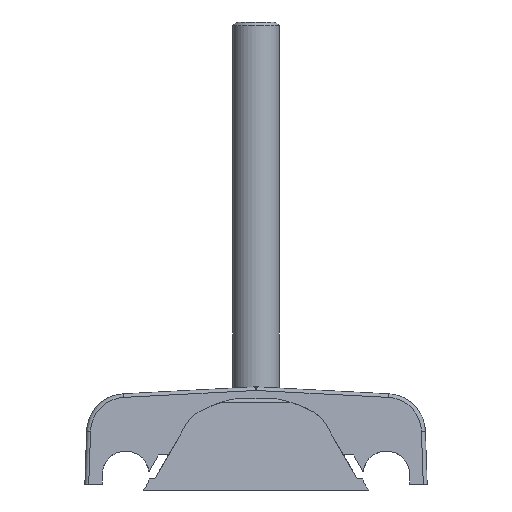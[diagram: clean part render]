
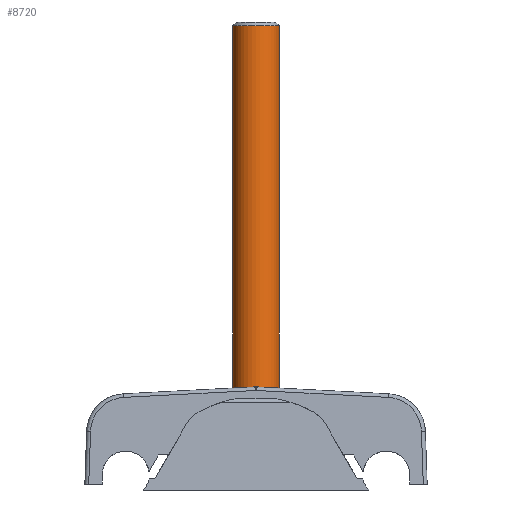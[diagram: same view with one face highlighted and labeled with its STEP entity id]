
A CAD part, left-side view. The second image highlights one B-rep face of the part: STEP entity #8720.
In plain terms, the highlighted cylindrical face has radius 6 mm (diameter 12 mm), a partial arc.
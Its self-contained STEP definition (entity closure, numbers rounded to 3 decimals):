
#507 = CARTESIAN_POINT ( 'NONE',  ( 0., 120.934, 0. ) ) ;
#682 = CARTESIAN_POINT ( 'NONE',  ( 0., 99., 0. ) ) ;
#740 = LINE ( 'NONE', #5997, #7052 ) ;
#1082 = DIRECTION ( 'NONE',  ( 0., 0., 1. ) ) ;
#1570 = DIRECTION ( 'NONE',  ( 0., 1., 0. ) ) ;
#1637 = EDGE_CURVE ( 'NONE', #2156, #7380, #4499, .T. ) ;
#1699 = AXIS2_PLACEMENT_3D ( 'NONE', #507, #8813, #5076 ) ;
#1840 = AXIS2_PLACEMENT_3D ( 'NONE', #8454, #2434, #1082 ) ;
#1961 = ORIENTED_EDGE ( 'NONE', *, *, #1637, .T. ) ;
#2156 = VERTEX_POINT ( 'NONE', #5192 ) ;
#2434 = DIRECTION ( 'NONE',  ( 0., 1., 0. ) ) ;
#2436 = CARTESIAN_POINT ( 'NONE',  ( 0., 0., -6. ) ) ;
#2695 = EDGE_CURVE ( 'NONE', #7516, #5142, #6707, .T. ) ;
#2845 = FACE_OUTER_BOUND ( 'NONE', #4406, .T. ) ;
#3510 = CARTESIAN_POINT ( 'NONE',  ( 0., 120.934, 6. ) ) ;
#3665 = DIRECTION ( 'NONE',  ( 0., 0., 1. ) ) ;
#3853 = ORIENTED_EDGE ( 'NONE', *, *, #2695, .T. ) ;
#4406 = EDGE_LOOP ( 'NONE', ( #5347, #3853, #6207, #1961 ) ) ;
#4499 = CIRCLE ( 'NONE', #8595, 6. ) ;
#4837 = EDGE_CURVE ( 'NONE', #5142, #2156, #8007, .T. ) ;
#5076 = DIRECTION ( 'NONE',  ( 0., 0., 1. ) ) ;
#5142 = VERTEX_POINT ( 'NONE', #8956 ) ;
#5192 = CARTESIAN_POINT ( 'NONE',  ( 0., 99., 6. ) ) ;
#5347 = ORIENTED_EDGE ( 'NONE', *, *, #7576, .F. ) ;
#5997 = CARTESIAN_POINT ( 'NONE',  ( 0., 120.934, -6. ) ) ;
#6207 = ORIENTED_EDGE ( 'NONE', *, *, #4837, .T. ) ;
#6502 = CYLINDRICAL_SURFACE ( 'NONE', #1699, 6. ) ;
#6542 = CARTESIAN_POINT ( 'NONE',  ( 0., 99., -6. ) ) ;
#6580 = DIRECTION ( 'NONE',  ( 0., 1., 0. ) ) ;
#6707 = CIRCLE ( 'NONE', #1840, 6. ) ;
#7052 = VECTOR ( 'NONE', #1570, 1000. ) ;
#7380 = VERTEX_POINT ( 'NONE', #6542 ) ;
#7516 = VERTEX_POINT ( 'NONE', #2436 ) ;
#7576 = EDGE_CURVE ( 'NONE', #7516, #7380, #740, .T. ) ;
#8007 = LINE ( 'NONE', #3510, #8628 ) ;
#8454 = CARTESIAN_POINT ( 'NONE',  ( 0., 0., 0. ) ) ;
#8595 = AXIS2_PLACEMENT_3D ( 'NONE', #682, #9094, #3665 ) ;
#8628 = VECTOR ( 'NONE', #6580, 1000. ) ;
#8720 = ADVANCED_FACE ( 'NONE', ( #2845 ), #6502, .T. ) ;
#8813 = DIRECTION ( 'NONE',  ( 0., 1., 0. ) ) ;
#8956 = CARTESIAN_POINT ( 'NONE',  ( 0., 0., 6. ) ) ;
#9094 = DIRECTION ( 'NONE',  ( 0., -1., 0. ) ) ;
